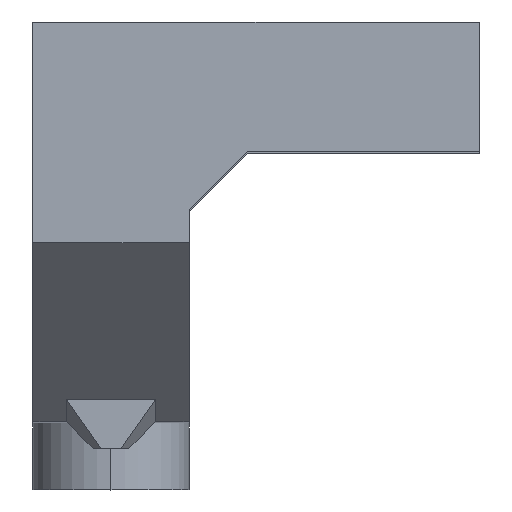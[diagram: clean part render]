
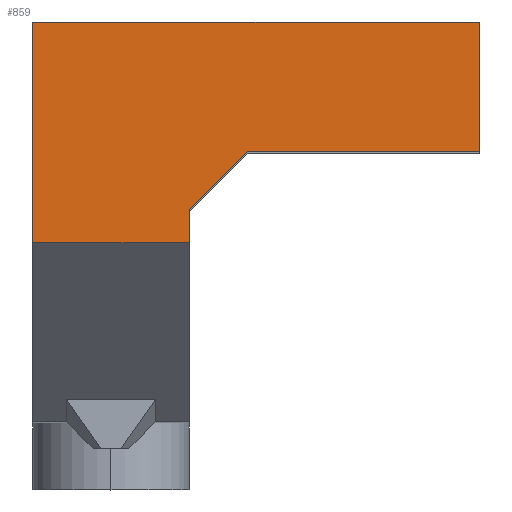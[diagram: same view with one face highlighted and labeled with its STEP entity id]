
A CAD part, top view. The second image highlights one B-rep face of the part: STEP entity #859.
In plain terms, the highlighted planar face has unit normal (0, 0, 1).
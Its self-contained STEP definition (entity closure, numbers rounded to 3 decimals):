
#40 = DIRECTION ( 'NONE',  ( 0.707, 0.707, 0. ) ) ;
#42 = VERTEX_POINT ( 'NONE', #147 ) ;
#55 = LINE ( 'NONE', #377, #1368 ) ;
#108 = CARTESIAN_POINT ( 'NONE',  ( -3.5, 51.948, 40.9 ) ) ;
#143 = LINE ( 'NONE', #994, #403 ) ;
#146 = CARTESIAN_POINT ( 'NONE',  ( 16.5, 20.9, 40.9 ) ) ;
#147 = CARTESIAN_POINT ( 'NONE',  ( 3.5, 12.5, 40.9 ) ) ;
#160 = ORIENTED_EDGE ( 'NONE', *, *, #988, .F. ) ;
#189 = VERTEX_POINT ( 'NONE', #222 ) ;
#202 = AXIS2_PLACEMENT_3D ( 'NONE', #108, #432, #678 ) ;
#222 = CARTESIAN_POINT ( 'NONE',  ( -3.5, 11., 40.9 ) ) ;
#256 = CARTESIAN_POINT ( 'NONE',  ( 3.5, 11., 40.9 ) ) ;
#305 = EDGE_LOOP ( 'NONE', ( #1023, #850, #728, #575, #1047, #160, #756 ) ) ;
#367 = VERTEX_POINT ( 'NONE', #581 ) ;
#377 = CARTESIAN_POINT ( 'NONE',  ( 16.5, 15.1, 40.9 ) ) ;
#397 = CARTESIAN_POINT ( 'NONE',  ( 3.5, 51.948, 40.9 ) ) ;
#403 = VECTOR ( 'NONE', #40, 1000. ) ;
#408 = CARTESIAN_POINT ( 'NONE',  ( 3.5, 11., 40.9 ) ) ;
#416 = VECTOR ( 'NONE', #1222, 1000. ) ;
#432 = DIRECTION ( 'NONE',  ( 0., 0., 1. ) ) ;
#507 = DIRECTION ( 'NONE',  ( 0., -1., 0. ) ) ;
#531 = EDGE_CURVE ( 'NONE', #367, #189, #1180, .T. ) ;
#552 = VECTOR ( 'NONE', #1011, 1000. ) ;
#575 = ORIENTED_EDGE ( 'NONE', *, *, #1121, .T. ) ;
#581 = CARTESIAN_POINT ( 'NONE',  ( -3.5, 20.9, 40.9 ) ) ;
#610 = VERTEX_POINT ( 'NONE', #146 ) ;
#632 = VECTOR ( 'NONE', #745, 1000. ) ;
#678 = DIRECTION ( 'NONE',  ( 1., 0., 0. ) ) ;
#693 = VERTEX_POINT ( 'NONE', #408 ) ;
#728 = ORIENTED_EDGE ( 'NONE', *, *, #759, .F. ) ;
#745 = DIRECTION ( 'NONE',  ( 0., -1., 0. ) ) ;
#756 = ORIENTED_EDGE ( 'NONE', *, *, #1005, .F. ) ;
#759 = EDGE_CURVE ( 'NONE', #42, #693, #1030, .T. ) ;
#765 = VECTOR ( 'NONE', #1007, 1000. ) ;
#797 = LINE ( 'NONE', #908, #552 ) ;
#830 = VERTEX_POINT ( 'NONE', #856 ) ;
#850 = ORIENTED_EDGE ( 'NONE', *, *, #1373, .T. ) ;
#856 = CARTESIAN_POINT ( 'NONE',  ( 16.5, 15.1, 40.9 ) ) ;
#859 = ADVANCED_FACE ( 'NONE', ( #962 ), #1384, .T. ) ;
#903 = LINE ( 'NONE', #256, #416 ) ;
#908 = CARTESIAN_POINT ( 'NONE',  ( -3.5, 20.9, 40.9 ) ) ;
#917 = VECTOR ( 'NONE', #507, 1000. ) ;
#959 = EDGE_CURVE ( 'NONE', #830, #1260, #1319, .T. ) ;
#962 = FACE_OUTER_BOUND ( 'NONE', #305, .T. ) ;
#988 = EDGE_CURVE ( 'NONE', #610, #830, #55, .T. ) ;
#994 = CARTESIAN_POINT ( 'NONE',  ( 6.1, 15.1, 40.9 ) ) ;
#1005 = EDGE_CURVE ( 'NONE', #367, #610, #797, .T. ) ;
#1007 = DIRECTION ( 'NONE',  ( -1., 0., 0. ) ) ;
#1011 = DIRECTION ( 'NONE',  ( 1., 0., 0. ) ) ;
#1023 = ORIENTED_EDGE ( 'NONE', *, *, #531, .T. ) ;
#1030 = LINE ( 'NONE', #397, #917 ) ;
#1047 = ORIENTED_EDGE ( 'NONE', *, *, #959, .F. ) ;
#1121 = EDGE_CURVE ( 'NONE', #42, #1260, #143, .T. ) ;
#1180 = LINE ( 'NONE', #1381, #632 ) ;
#1210 = CARTESIAN_POINT ( 'NONE',  ( 16.5, 15.1, 40.9 ) ) ;
#1222 = DIRECTION ( 'NONE',  ( 1., 0., 0. ) ) ;
#1260 = VERTEX_POINT ( 'NONE', #1301 ) ;
#1301 = CARTESIAN_POINT ( 'NONE',  ( 6.1, 15.1, 40.9 ) ) ;
#1319 = LINE ( 'NONE', #1210, #765 ) ;
#1343 = DIRECTION ( 'NONE',  ( 0., -1., 0. ) ) ;
#1368 = VECTOR ( 'NONE', #1343, 1000. ) ;
#1373 = EDGE_CURVE ( 'NONE', #189, #693, #903, .T. ) ;
#1381 = CARTESIAN_POINT ( 'NONE',  ( -3.5, 51.948, 40.9 ) ) ;
#1384 = PLANE ( 'NONE',  #202 ) ;
